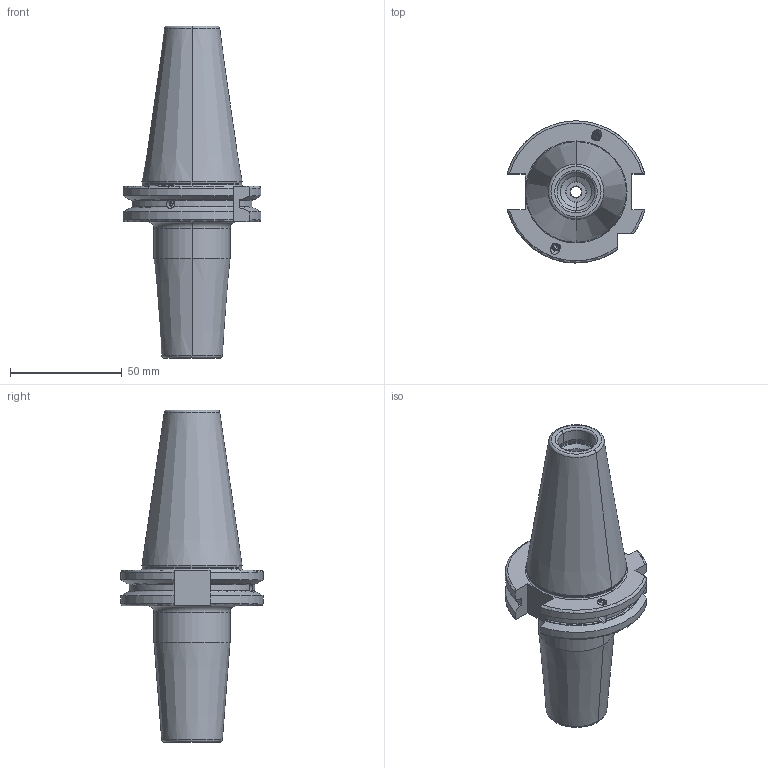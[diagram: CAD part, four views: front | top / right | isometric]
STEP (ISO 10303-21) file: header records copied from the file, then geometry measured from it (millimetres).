
FILE_DESCRIPTION((''),'2;1');
FILE_NAME('403_70_14_K','2020-08-31T',('104091'),(''),'CREO PARAMETRIC BY PTC INC, 2016260','CREO PARAMETRIC BY PTC INC, 2016260','');
FILE_SCHEMA(('CONFIG_CONTROL_DESIGN'));
Length unit declared in the file: millimetre
Products named in the file (1): 403_70_14_K
Bounding box: 61.48 x 63.54 x 148.4 mm (x, y, z)
Volume: 139270 mm3; surface area: 29661.7 mm2
Topology: 1 solids, 1 shells, 234 faces, 570 edges, 347 vertices
Faces by surface type: plane 75, cylinder 65, cone 58, torus 36
Entity records: 7524 total; most frequent: CARTESIAN_POINT 2019, DIRECTION 1162, ORIENTED_EDGE 1136, EDGE_CURVE 568, AXIS2_PLACEMENT_3D 454, VERTEX_POINT 347, VECTOR 254, LINE 254
